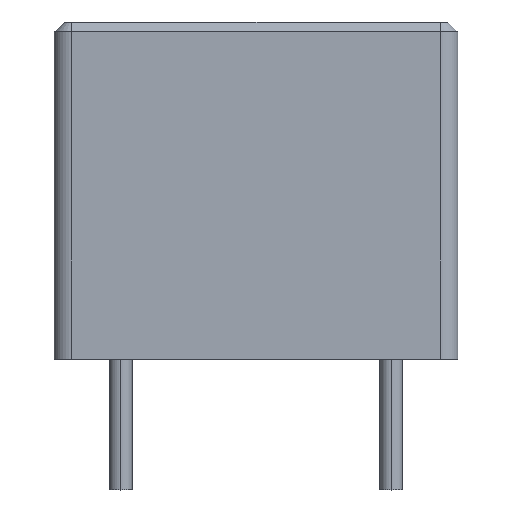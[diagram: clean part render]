
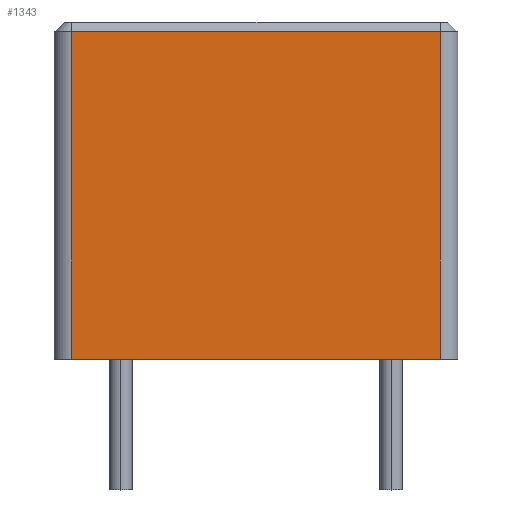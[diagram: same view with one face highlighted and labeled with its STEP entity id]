
A CAD part, top view. The second image highlights one B-rep face of the part: STEP entity #1343.
In plain terms, the highlighted planar face has unit normal (0, 0, 1).
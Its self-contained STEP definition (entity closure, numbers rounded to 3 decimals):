
#23 = VECTOR ( 'NONE', #1380, 1000. ) ;
#28 = LINE ( 'NONE', #972, #339 ) ;
#112 = CARTESIAN_POINT ( 'NONE',  ( -5.19, 9.5, 3.15 ) ) ;
#166 = VECTOR ( 'NONE', #1489, 1000. ) ;
#218 = EDGE_LOOP ( 'NONE', ( #554, #854, #1280, #1388 ) ) ;
#260 = PLANE ( 'NONE',  #1362 ) ;
#339 = VECTOR ( 'NONE', #1247, 1000. ) ;
#404 = DIRECTION ( 'NONE',  ( -1., 0., 0. ) ) ;
#554 = ORIENTED_EDGE ( 'NONE', *, *, #1536, .F. ) ;
#583 = CARTESIAN_POINT ( 'NONE',  ( -5.19, 0., 3.15 ) ) ;
#612 = CARTESIAN_POINT ( 'NONE',  ( 5.19, 0., 3.15 ) ) ;
#622 = VERTEX_POINT ( 'NONE', #583 ) ;
#675 = DIRECTION ( 'NONE',  ( 0., 0., -1. ) ) ;
#699 = EDGE_CURVE ( 'NONE', #622, #1671, #1533, .T. ) ;
#700 = VERTEX_POINT ( 'NONE', #1213 ) ;
#735 = LINE ( 'NONE', #1699, #1311 ) ;
#794 = VERTEX_POINT ( 'NONE', #1773 ) ;
#854 = ORIENTED_EDGE ( 'NONE', *, *, #1038, .T. ) ;
#972 = CARTESIAN_POINT ( 'NONE',  ( -5.19, 9.225, 3.15 ) ) ;
#983 = DIRECTION ( 'NONE',  ( 0., -1., 0. ) ) ;
#1038 = EDGE_CURVE ( 'NONE', #794, #622, #735, .T. ) ;
#1130 = LINE ( 'NONE', #1675, #23 ) ;
#1213 = CARTESIAN_POINT ( 'NONE',  ( 5.19, 9.225, 3.15 ) ) ;
#1247 = DIRECTION ( 'NONE',  ( 1., 0., 0. ) ) ;
#1280 = ORIENTED_EDGE ( 'NONE', *, *, #699, .T. ) ;
#1311 = VECTOR ( 'NONE', #983, 1000. ) ;
#1343 = ADVANCED_FACE ( 'NONE', ( #1550 ), #260, .F. ) ;
#1362 = AXIS2_PLACEMENT_3D ( 'NONE', #112, #675, #404 ) ;
#1380 = DIRECTION ( 'NONE',  ( 0., -1., 0. ) ) ;
#1388 = ORIENTED_EDGE ( 'NONE', *, *, #1452, .F. ) ;
#1452 = EDGE_CURVE ( 'NONE', #700, #1671, #1130, .T. ) ;
#1484 = CARTESIAN_POINT ( 'NONE',  ( -5.19, 0., 3.15 ) ) ;
#1489 = DIRECTION ( 'NONE',  ( 1., 0., 0. ) ) ;
#1533 = LINE ( 'NONE', #1484, #166 ) ;
#1536 = EDGE_CURVE ( 'NONE', #794, #700, #28, .T. ) ;
#1550 = FACE_OUTER_BOUND ( 'NONE', #218, .T. ) ;
#1671 = VERTEX_POINT ( 'NONE', #612 ) ;
#1675 = CARTESIAN_POINT ( 'NONE',  ( 5.19, 9.5, 3.15 ) ) ;
#1699 = CARTESIAN_POINT ( 'NONE',  ( -5.19, 9.5, 3.15 ) ) ;
#1773 = CARTESIAN_POINT ( 'NONE',  ( -5.19, 9.225, 3.15 ) ) ;
